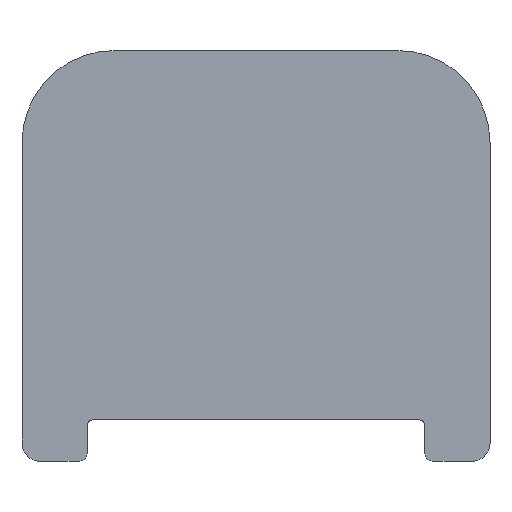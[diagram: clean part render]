
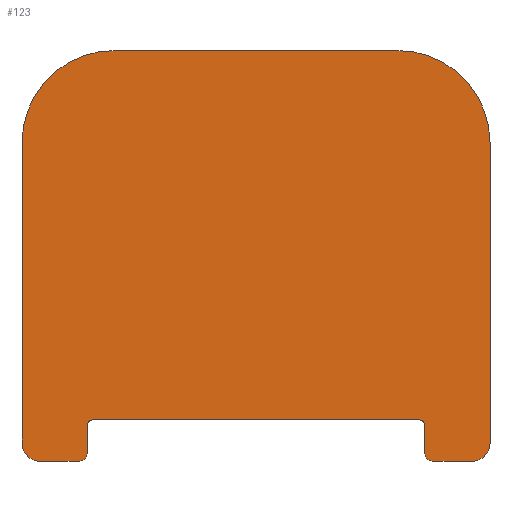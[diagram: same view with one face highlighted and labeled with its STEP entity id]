
A CAD part, top view. The second image highlights one B-rep face of the part: STEP entity #123.
In plain terms, the highlighted planar face has unit normal (0, 0, 1).
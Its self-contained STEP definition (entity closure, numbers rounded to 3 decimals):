
#123=ADVANCED_FACE('',(#151),#133,.T.);
#133=PLANE('',#508);
#151=FACE_OUTER_BOUND('',#169,.T.);
#169=EDGE_LOOP('',(#250,#251,#252,#253,#254,#255,#256,#257,#258,#259,#260,
#261,#262,#263,#264,#265));
#250=ORIENTED_EDGE('',*,*,#298,.F.);
#251=ORIENTED_EDGE('',*,*,#344,.F.);
#252=ORIENTED_EDGE('',*,*,#341,.F.);
#253=ORIENTED_EDGE('',*,*,#338,.F.);
#254=ORIENTED_EDGE('',*,*,#335,.F.);
#255=ORIENTED_EDGE('',*,*,#332,.F.);
#256=ORIENTED_EDGE('',*,*,#329,.F.);
#257=ORIENTED_EDGE('',*,*,#326,.F.);
#258=ORIENTED_EDGE('',*,*,#323,.F.);
#259=ORIENTED_EDGE('',*,*,#320,.F.);
#260=ORIENTED_EDGE('',*,*,#317,.F.);
#261=ORIENTED_EDGE('',*,*,#314,.F.);
#262=ORIENTED_EDGE('',*,*,#311,.F.);
#263=ORIENTED_EDGE('',*,*,#308,.F.);
#264=ORIENTED_EDGE('',*,*,#305,.F.);
#265=ORIENTED_EDGE('',*,*,#302,.F.);
#266=VERTEX_POINT('',#653);
#267=VERTEX_POINT('',#654);
#270=VERTEX_POINT('',#662);
#272=VERTEX_POINT('',#668);
#274=VERTEX_POINT('',#674);
#276=VERTEX_POINT('',#680);
#278=VERTEX_POINT('',#686);
#280=VERTEX_POINT('',#692);
#282=VERTEX_POINT('',#698);
#284=VERTEX_POINT('',#704);
#286=VERTEX_POINT('',#710);
#288=VERTEX_POINT('',#716);
#290=VERTEX_POINT('',#722);
#292=VERTEX_POINT('',#728);
#294=VERTEX_POINT('',#734);
#296=VERTEX_POINT('',#740);
#298=EDGE_CURVE('',#266,#267,#394,.T.);
#302=EDGE_CURVE('',#267,#270,#354,.T.);
#305=EDGE_CURVE('',#270,#272,#399,.T.);
#308=EDGE_CURVE('',#272,#274,#356,.T.);
#311=EDGE_CURVE('',#274,#276,#403,.T.);
#314=EDGE_CURVE('',#276,#278,#358,.T.);
#317=EDGE_CURVE('',#278,#280,#407,.T.);
#320=EDGE_CURVE('',#280,#282,#360,.T.);
#323=EDGE_CURVE('',#282,#284,#411,.T.);
#326=EDGE_CURVE('',#284,#286,#362,.T.);
#329=EDGE_CURVE('',#286,#288,#415,.T.);
#332=EDGE_CURVE('',#288,#290,#364,.T.);
#335=EDGE_CURVE('',#290,#292,#419,.T.);
#338=EDGE_CURVE('',#292,#294,#366,.T.);
#341=EDGE_CURVE('',#294,#296,#423,.T.);
#344=EDGE_CURVE('',#296,#266,#368,.T.);
#354=CIRCLE('',#476,0.5);
#356=CIRCLE('',#480,1.);
#358=CIRCLE('',#484,2.);
#360=CIRCLE('',#488,10.);
#362=CIRCLE('',#492,10.);
#364=CIRCLE('',#496,2.);
#366=CIRCLE('',#500,1.);
#368=CIRCLE('',#504,0.5);
#394=LINE('',#652,#434);
#399=LINE('',#667,#439);
#403=LINE('',#679,#443);
#407=LINE('',#691,#447);
#411=LINE('',#703,#451);
#415=LINE('',#715,#455);
#419=LINE('',#727,#459);
#423=LINE('',#739,#463);
#434=VECTOR('',#535,1.);
#439=VECTOR('',#548,1.);
#443=VECTOR('',#560,1.);
#447=VECTOR('',#572,1.);
#451=VECTOR('',#584,1.);
#455=VECTOR('',#596,1.);
#459=VECTOR('',#608,1.);
#463=VECTOR('',#620,1.);
#476=AXIS2_PLACEMENT_3D('',#661,#541,#542);
#480=AXIS2_PLACEMENT_3D('',#673,#553,#554);
#484=AXIS2_PLACEMENT_3D('',#685,#565,#566);
#488=AXIS2_PLACEMENT_3D('',#697,#577,#578);
#492=AXIS2_PLACEMENT_3D('',#709,#589,#590);
#496=AXIS2_PLACEMENT_3D('',#721,#601,#602);
#500=AXIS2_PLACEMENT_3D('',#733,#613,#614);
#504=AXIS2_PLACEMENT_3D('',#745,#625,#626);
#508=AXIS2_PLACEMENT_3D('',#749,#633,#634);
#535=DIRECTION('',(-1.,0.,0.));
#541=DIRECTION('',(0.,0.,1.));
#542=DIRECTION('',(1.,0.,0.));
#548=DIRECTION('',(0.,-1.,0.));
#553=DIRECTION('',(0.,0.,-1.));
#554=DIRECTION('',(1.,0.,0.));
#560=DIRECTION('',(-1.,0.,0.));
#565=DIRECTION('',(0.,0.,-1.));
#566=DIRECTION('',(1.,0.,0.));
#572=DIRECTION('',(0.,1.,0.));
#577=DIRECTION('',(0.,0.,-1.));
#578=DIRECTION('',(1.,0.,0.));
#584=DIRECTION('',(1.,0.,0.));
#589=DIRECTION('',(0.,0.,-1.));
#590=DIRECTION('',(1.,0.,0.));
#596=DIRECTION('',(0.,-1.,0.));
#601=DIRECTION('',(0.,0.,-1.));
#602=DIRECTION('',(1.,0.,0.));
#608=DIRECTION('',(-1.,0.,0.));
#613=DIRECTION('',(0.,0.,-1.));
#614=DIRECTION('',(1.,0.,0.));
#620=DIRECTION('',(0.,1.,0.));
#625=DIRECTION('',(0.,0.,1.));
#626=DIRECTION('',(1.,0.,0.));
#633=DIRECTION('',(0.,0.,1.));
#634=DIRECTION('',(1.,0.,0.));
#652=CARTESIAN_POINT('',(17.8,4.5,1.5));
#653=CARTESIAN_POINT('',(17.8,4.5,1.5));
#654=CARTESIAN_POINT('',(-17.8,4.5,1.5));
#661=CARTESIAN_POINT('',(-17.8,4.,1.5));
#662=CARTESIAN_POINT('',(-18.3,4.,1.5));
#667=CARTESIAN_POINT('',(-18.3,4.,1.5));
#668=CARTESIAN_POINT('',(-18.3,1.,1.5));
#673=CARTESIAN_POINT('',(-19.3,1.,1.5));
#674=CARTESIAN_POINT('',(-19.3,0.,1.5));
#679=CARTESIAN_POINT('',(-19.3,0.,1.5));
#680=CARTESIAN_POINT('',(-23.4,0.,1.5));
#685=CARTESIAN_POINT('',(-23.4,2.,1.5));
#686=CARTESIAN_POINT('',(-25.4,2.,1.5));
#691=CARTESIAN_POINT('',(-25.4,2.,1.5));
#692=CARTESIAN_POINT('',(-25.4,34.6,1.5));
#697=CARTESIAN_POINT('',(-15.4,34.6,1.5));
#698=CARTESIAN_POINT('',(-15.4,44.6,1.5));
#703=CARTESIAN_POINT('',(-15.4,44.6,1.5));
#704=CARTESIAN_POINT('',(15.4,44.6,1.5));
#709=CARTESIAN_POINT('',(15.4,34.6,1.5));
#710=CARTESIAN_POINT('',(25.4,34.6,1.5));
#715=CARTESIAN_POINT('',(25.4,34.6,1.5));
#716=CARTESIAN_POINT('',(25.4,2.,1.5));
#721=CARTESIAN_POINT('',(23.4,2.,1.5));
#722=CARTESIAN_POINT('',(23.4,0.,1.5));
#727=CARTESIAN_POINT('',(23.4,0.,1.5));
#728=CARTESIAN_POINT('',(19.3,0.,1.5));
#733=CARTESIAN_POINT('',(19.3,1.,1.5));
#734=CARTESIAN_POINT('',(18.3,1.,1.5));
#739=CARTESIAN_POINT('',(18.3,1.,1.5));
#740=CARTESIAN_POINT('',(18.3,4.,1.5));
#745=CARTESIAN_POINT('',(17.8,4.,1.5));
#749=CARTESIAN_POINT('',(-17.8,4.,1.5));
